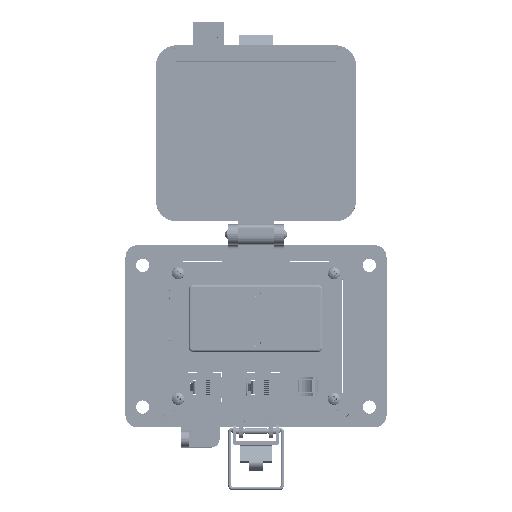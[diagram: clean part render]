
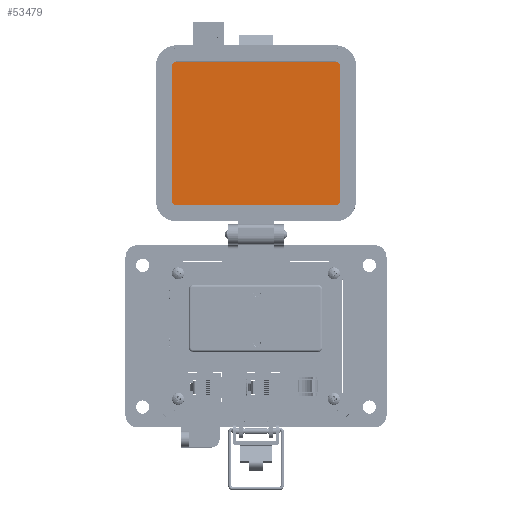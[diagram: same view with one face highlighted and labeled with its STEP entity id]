
A CAD part, top view. The second image highlights one B-rep face of the part: STEP entity #53479.
In plain terms, the highlighted planar face has unit normal (0, 0, 1).
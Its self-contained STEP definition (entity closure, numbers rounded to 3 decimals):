
#3499 = VERTEX_POINT ( 'NONE', #85162 ) ;
#4033 = LINE ( 'NONE', #230874, #240181 ) ;
#8458 = ORIENTED_EDGE ( 'NONE', *, *, #79451, .F. ) ;
#16298 = DIRECTION ( 'NONE',  ( -1., 0., 0. ) ) ;
#20431 = AXIS2_PLACEMENT_3D ( 'NONE', #240238, #109189, #34020 ) ;
#25685 = CARTESIAN_POINT ( 'NONE',  ( -42.469, 57.705, 19.202 ) ) ;
#26944 = CARTESIAN_POINT ( 'NONE',  ( 38.212, 126.389, 19.202 ) ) ;
#27571 = DIRECTION ( 'NONE',  ( 0., 0., -1. ) ) ;
#29759 = PLANE ( 'NONE',  #81966 ) ;
#31766 = EDGE_CURVE ( 'NONE', #90472, #144184, #70314, .T. ) ;
#34020 = DIRECTION ( 'NONE',  ( 0., -1., 0. ) ) ;
#34510 = CARTESIAN_POINT ( 'NONE',  ( 39.871, 130.108, 19.202 ) ) ;
#37891 = VERTEX_POINT ( 'NONE', #26944 ) ;
#43873 = VERTEX_POINT ( 'NONE', #159382 ) ;
#50396 = CARTESIAN_POINT ( 'NONE',  ( -3.279, 128.688, 19.202 ) ) ;
#50912 = VECTOR ( 'NONE', #211174, 1000. ) ;
#52083 = EDGE_CURVE ( 'NONE', #144184, #3499, #180161, .T. ) ;
#52714 = FACE_OUTER_BOUND ( 'NONE', #95532, .T. ) ;
#53479 = ADVANCED_FACE ( 'NONE', ( #52714 ), #29759, .T. ) ;
#63091 = EDGE_CURVE ( 'NONE', #3499, #37891, #64636, .T. ) ;
#63171 = CARTESIAN_POINT ( 'NONE',  ( -3.279, 57.705, 19.202 ) ) ;
#63772 = ORIENTED_EDGE ( 'NONE', *, *, #31766, .F. ) ;
#64636 = CIRCLE ( 'NONE', #192610, 2.299 ) ;
#67282 = CARTESIAN_POINT ( 'NONE',  ( -42.469, 128.688, 19.202 ) ) ;
#70314 = CIRCLE ( 'NONE', #20431, 2.299 ) ;
#71197 = CARTESIAN_POINT ( 'NONE',  ( -44.769, 60.004, 19.202 ) ) ;
#71675 = CARTESIAN_POINT ( 'NONE',  ( 35.912, 57.705, 19.202 ) ) ;
#79451 = EDGE_CURVE ( 'NONE', #180461, #131325, #100782, .T. ) ;
#81529 = AXIS2_PLACEMENT_3D ( 'NONE', #193746, #27571, #101555 ) ;
#81966 = AXIS2_PLACEMENT_3D ( 'NONE', #34510, #182480, #16298 ) ;
#84624 = ORIENTED_EDGE ( 'NONE', *, *, #199622, .F. ) ;
#85162 = CARTESIAN_POINT ( 'NONE',  ( 35.912, 128.688, 19.202 ) ) ;
#90472 = VERTEX_POINT ( 'NONE', #170326 ) ;
#95532 = EDGE_LOOP ( 'NONE', ( #84624, #232659, #121302, #121592, #63772, #146214, #157651, #8458 ) ) ;
#97862 = EDGE_CURVE ( 'NONE', #37891, #43873, #183365, .T. ) ;
#100782 = LINE ( 'NONE', #63171, #50912 ) ;
#101555 = DIRECTION ( 'NONE',  ( 0., -1., 0. ) ) ;
#109189 = DIRECTION ( 'NONE',  ( 0., 0., -1. ) ) ;
#115866 = VECTOR ( 'NONE', #181356, 1000. ) ;
#116298 = CIRCLE ( 'NONE', #81529, 2.299 ) ;
#121302 = ORIENTED_EDGE ( 'NONE', *, *, #63091, .F. ) ;
#121592 = ORIENTED_EDGE ( 'NONE', *, *, #52083, .F. ) ;
#130305 = DIRECTION ( 'NONE',  ( 1., 0., 0. ) ) ;
#131325 = VERTEX_POINT ( 'NONE', #25685 ) ;
#144184 = VERTEX_POINT ( 'NONE', #67282 ) ;
#144560 = AXIS2_PLACEMENT_3D ( 'NONE', #189105, #152691, #208526 ) ;
#146214 = ORIENTED_EDGE ( 'NONE', *, *, #196571, .F. ) ;
#147913 = VECTOR ( 'NONE', #239240, 1000. ) ;
#148496 = DIRECTION ( 'NONE',  ( 0., 0., -1. ) ) ;
#152691 = DIRECTION ( 'NONE',  ( 0., 0., -1. ) ) ;
#157651 = ORIENTED_EDGE ( 'NONE', *, *, #178638, .F. ) ;
#159382 = CARTESIAN_POINT ( 'NONE',  ( 38.212, 60.004, 19.202 ) ) ;
#165195 = CARTESIAN_POINT ( 'NONE',  ( 38.212, 93.196, 19.202 ) ) ;
#170326 = CARTESIAN_POINT ( 'NONE',  ( -44.769, 126.389, 19.202 ) ) ;
#178638 = EDGE_CURVE ( 'NONE', #131325, #192393, #187172, .T. ) ;
#180161 = LINE ( 'NONE', #50396, #115866 ) ;
#180461 = VERTEX_POINT ( 'NONE', #71675 ) ;
#181356 = DIRECTION ( 'NONE',  ( 1., 0., 0. ) ) ;
#182480 = DIRECTION ( 'NONE',  ( 0., 0., 1. ) ) ;
#183365 = LINE ( 'NONE', #165195, #147913 ) ;
#187172 = CIRCLE ( 'NONE', #144560, 2.299 ) ;
#189105 = CARTESIAN_POINT ( 'NONE',  ( -42.469, 60.004, 19.202 ) ) ;
#192393 = VERTEX_POINT ( 'NONE', #71197 ) ;
#192610 = AXIS2_PLACEMENT_3D ( 'NONE', #204285, #148496, #130305 ) ;
#193263 = DIRECTION ( 'NONE',  ( 0., 1., 0. ) ) ;
#193746 = CARTESIAN_POINT ( 'NONE',  ( 35.912, 60.004, 19.202 ) ) ;
#196571 = EDGE_CURVE ( 'NONE', #192393, #90472, #4033, .T. ) ;
#199622 = EDGE_CURVE ( 'NONE', #43873, #180461, #116298, .T. ) ;
#204285 = CARTESIAN_POINT ( 'NONE',  ( 35.912, 126.389, 19.202 ) ) ;
#208526 = DIRECTION ( 'NONE',  ( 1., 0., 0. ) ) ;
#211174 = DIRECTION ( 'NONE',  ( -1., 0., 0. ) ) ;
#230874 = CARTESIAN_POINT ( 'NONE',  ( -44.769, 93.196, 19.202 ) ) ;
#232659 = ORIENTED_EDGE ( 'NONE', *, *, #97862, .F. ) ;
#239240 = DIRECTION ( 'NONE',  ( 0., -1., 0. ) ) ;
#240181 = VECTOR ( 'NONE', #193263, 1000. ) ;
#240238 = CARTESIAN_POINT ( 'NONE',  ( -42.469, 126.389, 19.202 ) ) ;
